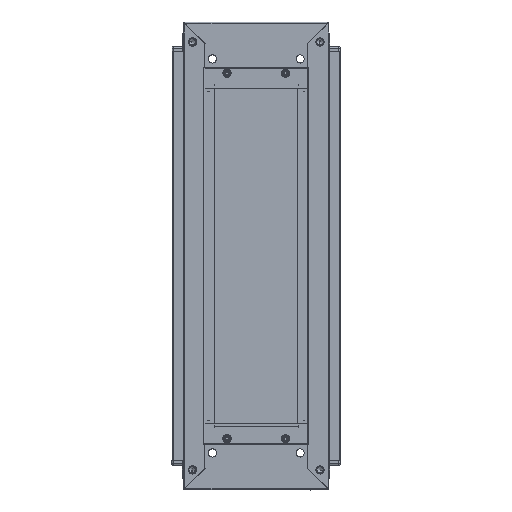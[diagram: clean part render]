
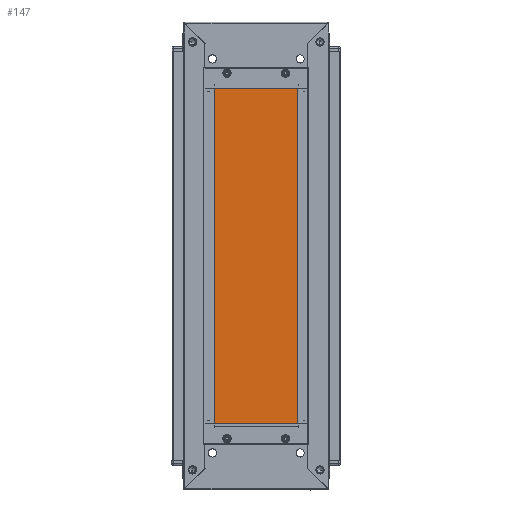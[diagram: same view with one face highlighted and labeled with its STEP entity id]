
A CAD part, top view. The second image highlights one B-rep face of the part: STEP entity #147.
In plain terms, the highlighted planar face has unit normal (0, 0, 1).
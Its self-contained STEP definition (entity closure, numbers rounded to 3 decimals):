
#147 = ADVANCED_FACE ( 'NONE', ( #1827 ), #56290, .T. ) ;
#1827 = FACE_OUTER_BOUND ( 'NONE', #52247, .T. ) ;
#16147 = VERTEX_POINT ( 'NONE', #24174 ) ;
#16166 = VERTEX_POINT ( 'NONE', #24143 ) ;
#16201 = VERTEX_POINT ( 'NONE', #24095 ) ;
#16238 = VERTEX_POINT ( 'NONE', #24043 ) ;
#20578 = CARTESIAN_POINT ( 'NONE',  ( -300., -90., 0. ) ) ;
#20579 = DIRECTION ( 'NONE',  ( 1., 0., 0. ) ) ;
#20584 = CARTESIAN_POINT ( 'NONE',  ( 300., 90., 0. ) ) ;
#20585 = DIRECTION ( 'NONE',  ( 0., 1., 0. ) ) ;
#20586 = CARTESIAN_POINT ( 'NONE',  ( -300., 90., 0. ) ) ;
#20595 = DIRECTION ( 'NONE',  ( -1., 0., 0. ) ) ;
#20608 = CARTESIAN_POINT ( 'NONE',  ( -300., 90., 0. ) ) ;
#20611 = DIRECTION ( 'NONE',  ( 0., -1., 0. ) ) ;
#24043 = CARTESIAN_POINT ( 'NONE',  ( 300., -90., 0. ) ) ;
#24095 = CARTESIAN_POINT ( 'NONE',  ( -300., -90., 0. ) ) ;
#24143 = CARTESIAN_POINT ( 'NONE',  ( 300., 90., 0. ) ) ;
#24174 = CARTESIAN_POINT ( 'NONE',  ( -300., 90., 0. ) ) ;
#37517 = AXIS2_PLACEMENT_3D ( 'NONE', #56295, #56286, #56285 ) ;
#44330 = ORIENTED_EDGE ( 'NONE', *, *, #49839, .T. ) ;
#44331 = ORIENTED_EDGE ( 'NONE', *, *, #49835, .T. ) ;
#44333 = ORIENTED_EDGE ( 'NONE', *, *, #49832, .T. ) ;
#44335 = ORIENTED_EDGE ( 'NONE', *, *, #49847, .T. ) ;
#49832 = EDGE_CURVE ( 'NONE', #16201, #16238, #51907, .T. ) ;
#49835 = EDGE_CURVE ( 'NONE', #16238, #16166, #51913, .T. ) ;
#49839 = EDGE_CURVE ( 'NONE', #16166, #16147, #51934, .T. ) ;
#49847 = EDGE_CURVE ( 'NONE', #16147, #16201, #51947, .T. ) ;
#51907 = LINE ( 'NONE', #20578, #51909 ) ;
#51909 = VECTOR ( 'NONE', #20579, 1000. ) ;
#51913 = LINE ( 'NONE', #20584, #51915 ) ;
#51915 = VECTOR ( 'NONE', #20585, 1000. ) ;
#51934 = LINE ( 'NONE', #20586, #51938 ) ;
#51938 = VECTOR ( 'NONE', #20595, 1000. ) ;
#51947 = LINE ( 'NONE', #20608, #51961 ) ;
#51961 = VECTOR ( 'NONE', #20611, 1000. ) ;
#52247 = EDGE_LOOP ( 'NONE', ( #44335, #44333, #44331, #44330 ) ) ;
#56285 = DIRECTION ( 'NONE',  ( 1., 0., 0. ) ) ;
#56286 = DIRECTION ( 'NONE',  ( 0., 0., 1. ) ) ;
#56290 = PLANE ( 'NONE',  #37517 ) ;
#56295 = CARTESIAN_POINT ( 'NONE',  ( -300., -90., 0. ) ) ;
